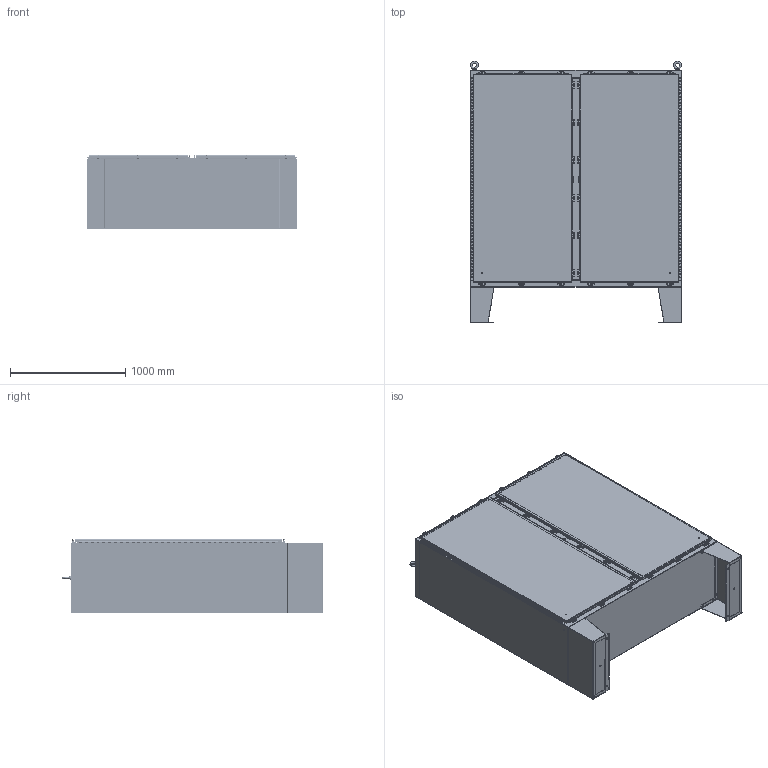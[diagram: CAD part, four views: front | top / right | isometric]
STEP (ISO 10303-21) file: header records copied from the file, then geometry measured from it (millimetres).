
FILE_DESCRIPTION(/* description */ ('SSN4D, FLAT BACK, 74X72'),/* implementation_level */ '2;1');
FILE_NAME(/* name */ 'SSN4D747224.stp',/* time_stamp */ '2015-06-17T21:51:46+05:00',/* author */ ('schinnathambi'),/* organization */ (''),/* preprocessor_version */ 'ST-DEVELOPER v15.2',/* originating_system */ 'Autodesk Inventor 2014',/* authorisation */ '');
FILE_SCHEMA (('AUTOMOTIVE_DESIGN { 1 0 10303 214 3 1 1 }'));
Length unit declared in the file: inch
Products named in the file (39): SSN4D7472FB; SSN4D7224TOP; SSN4D7224BTM; 38859; 3063; 349131; 316298; HFW3026; SSN4D7424LRS; 38846; SSFK1224LG; SSFK24B; SSFK1224; 3032; 3033; 31666; 37218; SSN4D74MLR; SSN4D7472RDR; 38714; 38627; 38626; SSN4D7472LDR; 30824-1; 30824-2; 30824-3; 30824-4; 30824; 30818; 32912; 38412; 328131T-68; 328131L-68; 328131P-68; 328131-68; 328131-68_1; SSN4D72HDS; SSN4D74VDS; SSN4D747224
Bounding box: 1831.97 x 2266.85 x 644.02 mm (x, y, z)
Volume: 34103306.9 mm3; surface area: 28092296.7 mm2
Topology: 187 solids, 187 shells, 5280 faces, 13412 edges, 8586 vertices
Faces by surface type: plane 2882, cylinder 1602, bspline 300, cone 194, torus 158, sphere 144
Full cylindrical faces by diameter (mm): 2.794 x96, 3.048 x2, 3.607 x2, 3.967 x2, 4.978 x8, 5.105 x4, 5.359 x24, 6.35 x36, 7.137 x24, 7.925 x8, 7.938 x8, 8.382 x16, 8.56 x4, 8.89 x24, 9.525 x16, 11.125 x8, 12.7 x26, 13.208 x24, 14.287 x18, 15.875 x8, 16.307 x2, 19.05 x22, 20.637 x4, 28.448 x2, 31.75 x2
Entity records: 40493 total; most frequent: CARTESIAN_POINT 8704, DIRECTION 6410, ORIENTED_EDGE 6162, EDGE_CURVE 3047, LINE 2190, VECTOR 2190, AXIS2_PLACEMENT_3D 2110, VERTEX_POINT 1958
